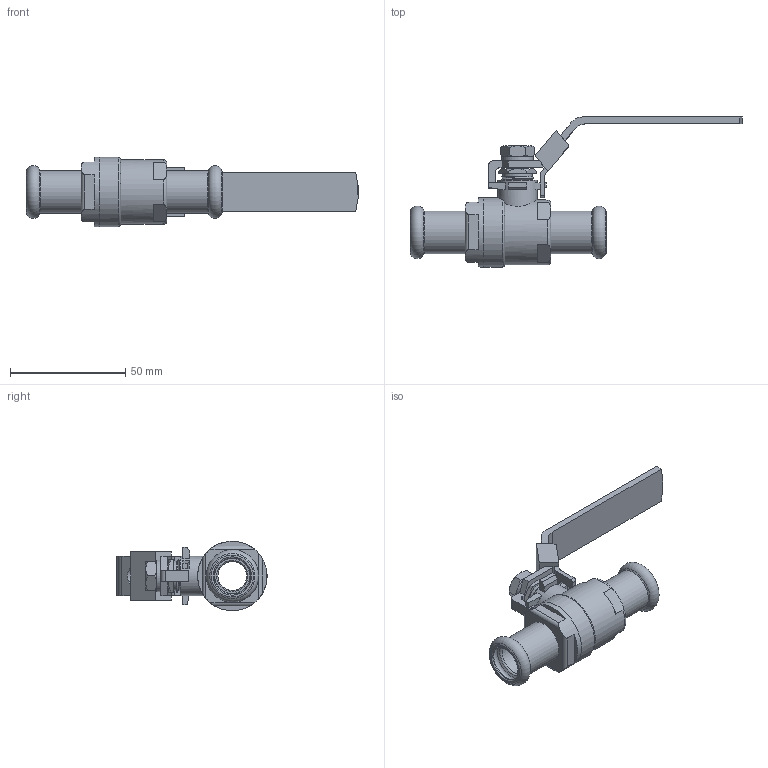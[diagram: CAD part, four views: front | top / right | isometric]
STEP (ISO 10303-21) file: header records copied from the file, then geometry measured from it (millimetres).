
FILE_DESCRIPTION(/* description */ ('Unknown'),/* implementation_level */ '2;1');
FILE_NAME(/* name */ '20210408-P-621-DN10',/* time_stamp */ '2021-04-08T18:00:55+08:00',/* author */ ('Unknown'),/* organization */ ('Unknown'),/* preprocessor_version */ 'ST-DEVELOPER v16.7',/* originating_system */ 'DEX',/* authorisation */ $);
FILE_SCHEMA (('AUTOMOTIVE_DESIGN {1 0 10303 214 3 1 1}'));
Length unit declared in the file: millimetre
Products named in the file (1): V-2AS DN10
Bounding box: 143.88 x 65.05 x 30.1 mm (x, y, z)
Volume: 35888 mm3; surface area: 21090.5 mm2
Topology: 7 solids, 7 shells, 248 faces, 670 edges, 445 vertices
Faces by surface type: plane 116, cylinder 55, bspline 35, cone 30, torus 12
Full cylindrical faces by diameter (mm): 8 x2, 8.5 x1, 12.5 x2, 12.8 x1, 15.2 x2, 15.6 x2, 17 x1, 18.4 x2, 28.1 x1, 30.1 x2
Entity records: 10779 total; most frequent: CARTESIAN_POINT 5036, ORIENTED_EDGE 1240, DIRECTION 1033, EDGE_CURVE 620, VERTEX_POINT 433, AXIS2_PLACEMENT_3D 382, EDGE_LOOP 307, FACE_BOUND 307
